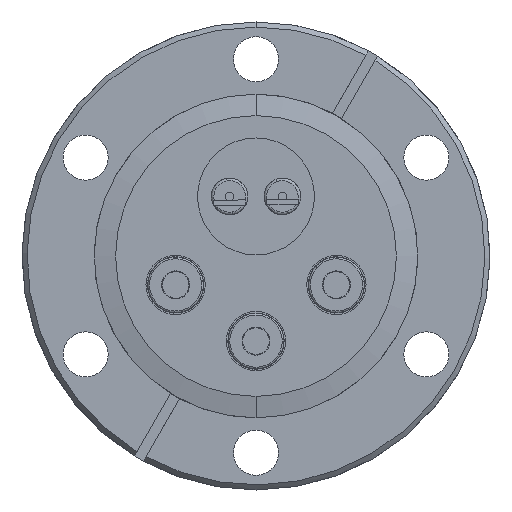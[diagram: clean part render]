
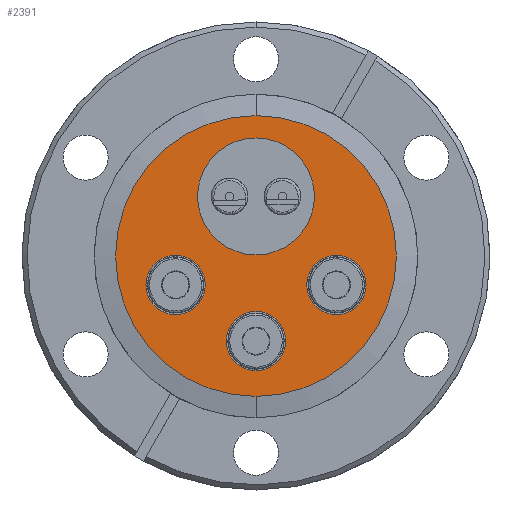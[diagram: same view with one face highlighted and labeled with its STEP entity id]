
A CAD part, front view. The second image highlights one B-rep face of the part: STEP entity #2391.
In plain terms, the highlighted planar face has unit normal (0, -1, 0).
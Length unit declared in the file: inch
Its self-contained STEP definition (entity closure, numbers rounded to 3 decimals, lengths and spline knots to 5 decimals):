
#312 = ORIENTED_EDGE ( 'NONE', *, *, #8475, .T. ) ;
#345 = ORIENTED_EDGE ( 'NONE', *, *, #8476, .F. ) ;
#360 = ORIENTED_EDGE ( 'NONE', *, *, #1132, .F. ) ;
#397 = ORIENTED_EDGE ( 'NONE', *, *, #8472, .F. ) ;
#422 = ORIENTED_EDGE ( 'NONE', *, *, #8474, .F. ) ;
#501 = ORIENTED_EDGE ( 'NONE', *, *, #1165, .F. ) ;
#685 = VERTEX_POINT ( 'NONE', #2741 ) ;
#721 = VERTEX_POINT ( 'NONE', #2773 ) ;
#723 = VERTEX_POINT ( 'NONE', #2775 ) ;
#781 = VERTEX_POINT ( 'NONE', #2826 ) ;
#797 = VERTEX_POINT ( 'NONE', #2842 ) ;
#844 = VERTEX_POINT ( 'NONE', #2889 ) ;
#853 = VERTEX_POINT ( 'NONE', #2898 ) ;
#861 = VERTEX_POINT ( 'NONE', #2906 ) ;
#866 = VERTEX_POINT ( 'NONE', #2911 ) ;
#879 = VERTEX_POINT ( 'NONE', #2924 ) ;
#1130 = EDGE_CURVE ( 'NONE', #781, #844, #8962, .T. ) ;
#1132 = EDGE_CURVE ( 'NONE', #685, #853, #9262, .T. ) ;
#1161 = EDGE_CURVE ( 'NONE', #866, #721, #9071, .T. ) ;
#1165 = EDGE_CURVE ( 'NONE', #723, #879, #9005, .T. ) ;
#1170 = EDGE_CURVE ( 'NONE', #797, #861, #8989, .T. ) ;
#1728 = ORIENTED_EDGE ( 'NONE', *, *, #1170, .T. ) ;
#1794 = ORIENTED_EDGE ( 'NONE', *, *, #1161, .F. ) ;
#1813 = ORIENTED_EDGE ( 'NONE', *, *, #8473, .F. ) ;
#1866 = ORIENTED_EDGE ( 'NONE', *, *, #1130, .F. ) ;
#2142 = EDGE_LOOP ( 'NONE', ( #312, #1728 ) ) ;
#2279 = EDGE_LOOP ( 'NONE', ( #360, #1813 ) ) ;
#2280 = EDGE_LOOP ( 'NONE', ( #1866, #397 ) ) ;
#2331 = EDGE_LOOP ( 'NONE', ( #1794, #345 ) ) ;
#2368 = EDGE_LOOP ( 'NONE', ( #501, #422 ) ) ;
#2391 = ADVANCED_FACE ( 'NONE', ( #5057, #5059, #5061, #5063, #5056 ), #5054, .F. ) ;
#2741 = CARTESIAN_POINT ( 'NONE',  ( -0.4725, 0.72412, -0.346 ) ) ;
#2773 = CARTESIAN_POINT ( 'NONE',  ( 0.3435, 0.72412, 0. ) ) ;
#2775 = CARTESIAN_POINT ( 'NONE',  ( 0., 0.72412, -0.676 ) ) ;
#2826 = CARTESIAN_POINT ( 'NONE',  ( 0.4725, 0.72412, -0.346 ) ) ;
#2842 = CARTESIAN_POINT ( 'NONE',  ( 0., 0.72412, 0.475 ) ) ;
#2889 = CARTESIAN_POINT ( 'NONE',  ( 0.4725, 0.72412, -0.694 ) ) ;
#2898 = CARTESIAN_POINT ( 'NONE',  ( -0.4725, 0.72412, -0.694 ) ) ;
#2906 = CARTESIAN_POINT ( 'NONE',  ( 0., 0.72412, -1.175 ) ) ;
#2911 = CARTESIAN_POINT ( 'NONE',  ( -0.3435, 0.72412, 0. ) ) ;
#2924 = CARTESIAN_POINT ( 'NONE',  ( 0., 0.72412, -1.024 ) ) ;
#3276 = CARTESIAN_POINT ( 'NONE',  ( 0.4725, 0.72412, -0.52 ) ) ;
#3277 = DIRECTION ( 'NONE',  ( 0., -1., 0. ) ) ;
#3278 = DIRECTION ( 'NONE',  ( 0., 0., -1. ) ) ;
#3284 = CARTESIAN_POINT ( 'NONE',  ( -0.4725, 0.72412, -0.52 ) ) ;
#3285 = DIRECTION ( 'NONE',  ( 0., -1., 0. ) ) ;
#3286 = DIRECTION ( 'NONE',  ( 0., 0., -1. ) ) ;
#3371 = CARTESIAN_POINT ( 'NONE',  ( 0., 0.72412, 0. ) ) ;
#3372 = DIRECTION ( 'NONE',  ( 0., -1., 0. ) ) ;
#3373 = DIRECTION ( 'NONE',  ( -1., 0., 0. ) ) ;
#3384 = CARTESIAN_POINT ( 'NONE',  ( 0., 0.72412, -0.85 ) ) ;
#3385 = DIRECTION ( 'NONE',  ( 0., -1., 0. ) ) ;
#3386 = DIRECTION ( 'NONE',  ( 0., 0., -1. ) ) ;
#3400 = CARTESIAN_POINT ( 'NONE',  ( 0., 0.72412, -0.35 ) ) ;
#3401 = DIRECTION ( 'NONE',  ( 0., -1., 0. ) ) ;
#3402 = DIRECTION ( 'NONE',  ( 0., 0., -1. ) ) ;
#4059 = CARTESIAN_POINT ( 'NONE',  ( 0.4725, 0.72412, -0.52 ) ) ;
#4060 = DIRECTION ( 'NONE',  ( 0., -1., 0. ) ) ;
#4061 = DIRECTION ( 'NONE',  ( 0., 0., -1. ) ) ;
#4062 = CARTESIAN_POINT ( 'NONE',  ( -0.4725, 0.72412, -0.52 ) ) ;
#4063 = DIRECTION ( 'NONE',  ( 0., -1., 0. ) ) ;
#4064 = DIRECTION ( 'NONE',  ( 0., 0., -1. ) ) ;
#4065 = CARTESIAN_POINT ( 'NONE',  ( 0., 0.72412, -0.85 ) ) ;
#4066 = DIRECTION ( 'NONE',  ( 0., -1., 0. ) ) ;
#4067 = DIRECTION ( 'NONE',  ( 0., 0., -1. ) ) ;
#4068 = CARTESIAN_POINT ( 'NONE',  ( 0., 0.72412, -0.35 ) ) ;
#4069 = DIRECTION ( 'NONE',  ( 0., -1., 0. ) ) ;
#4070 = DIRECTION ( 'NONE',  ( 0., 0., -1. ) ) ;
#4071 = CARTESIAN_POINT ( 'NONE',  ( 0., 0.72412, 0. ) ) ;
#4072 = DIRECTION ( 'NONE',  ( 0., -1., 0. ) ) ;
#4073 = DIRECTION ( 'NONE',  ( -1., 0., 0. ) ) ;
#5054 = PLANE ( 'NONE',  #8726 ) ;
#5056 = FACE_BOUND ( 'NONE', #2331, .T. ) ;
#5057 = FACE_OUTER_BOUND ( 'NONE', #2142, .T. ) ;
#5059 = FACE_BOUND ( 'NONE', #2368, .T. ) ;
#5060 = CARTESIAN_POINT ( 'NONE',  ( 0., 0.72412, 0.3435 ) ) ;
#5061 = FACE_BOUND ( 'NONE', #2279, .T. ) ;
#5063 = FACE_BOUND ( 'NONE', #2280, .T. ) ;
#5064 = DIRECTION ( 'NONE',  ( 0., 1., 0. ) ) ;
#5065 = DIRECTION ( 'NONE',  ( -1., 0., 0. ) ) ;
#8472 = EDGE_CURVE ( 'NONE', #844, #781, #9839, .T. ) ;
#8473 = EDGE_CURVE ( 'NONE', #853, #685, #9599, .T. ) ;
#8474 = EDGE_CURVE ( 'NONE', #879, #723, #9826, .T. ) ;
#8475 = EDGE_CURVE ( 'NONE', #861, #797, #9724, .T. ) ;
#8476 = EDGE_CURVE ( 'NONE', #721, #866, #9720, .T. ) ;
#8707 = AXIS2_PLACEMENT_3D ( 'NONE', #3284, #3285, #3286 ) ;
#8726 = AXIS2_PLACEMENT_3D ( 'NONE', #5060, #5064, #5065 ) ;
#8732 = AXIS2_PLACEMENT_3D ( 'NONE', #3384, #3385, #3386 ) ;
#8962 = CIRCLE ( 'NONE', #9050, 0.174 ) ;
#8989 = CIRCLE ( 'NONE', #9082, 0.825 ) ;
#9005 = CIRCLE ( 'NONE', #8732, 0.174 ) ;
#9050 = AXIS2_PLACEMENT_3D ( 'NONE', #3276, #3277, #3278 ) ;
#9071 = CIRCLE ( 'NONE', #9276, 0.3435 ) ;
#9082 = AXIS2_PLACEMENT_3D ( 'NONE', #3400, #3401, #3402 ) ;
#9262 = CIRCLE ( 'NONE', #8707, 0.174 ) ;
#9276 = AXIS2_PLACEMENT_3D ( 'NONE', #3371, #3372, #3373 ) ;
#9599 = CIRCLE ( 'NONE', #9815, 0.174 ) ;
#9685 = AXIS2_PLACEMENT_3D ( 'NONE', #4068, #4069, #4070 ) ;
#9720 = CIRCLE ( 'NONE', #9830, 0.3435 ) ;
#9724 = CIRCLE ( 'NONE', #9685, 0.825 ) ;
#9769 = AXIS2_PLACEMENT_3D ( 'NONE', #4059, #4060, #4061 ) ;
#9815 = AXIS2_PLACEMENT_3D ( 'NONE', #4062, #4063, #4064 ) ;
#9826 = CIRCLE ( 'NONE', #9902, 0.174 ) ;
#9830 = AXIS2_PLACEMENT_3D ( 'NONE', #4071, #4072, #4073 ) ;
#9839 = CIRCLE ( 'NONE', #9769, 0.174 ) ;
#9902 = AXIS2_PLACEMENT_3D ( 'NONE', #4065, #4066, #4067 ) ;
